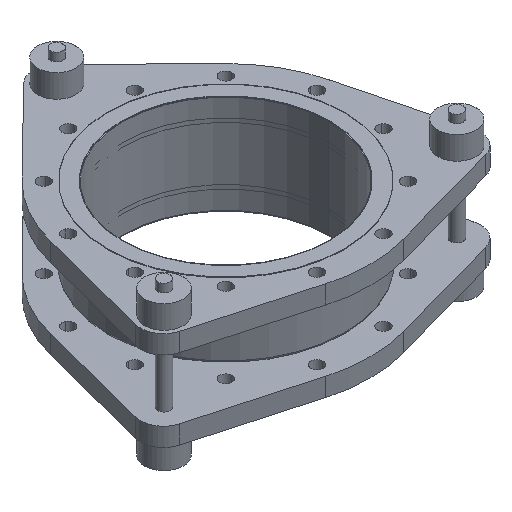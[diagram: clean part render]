
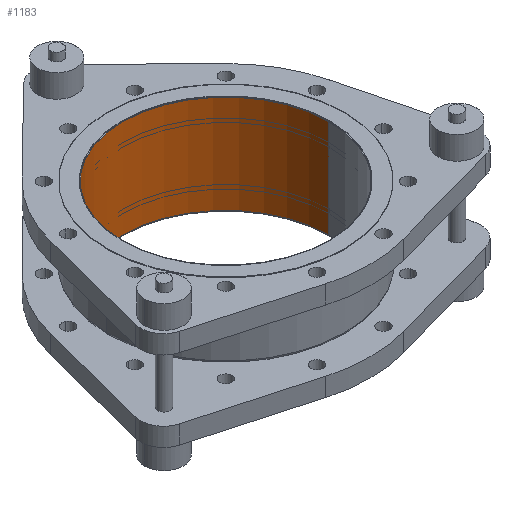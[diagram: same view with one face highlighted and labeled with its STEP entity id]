
A CAD part, isometric view. The second image highlights one B-rep face of the part: STEP entity #1183.
In plain terms, the highlighted cylindrical face has radius 134 mm (diameter 268 mm), a partial arc.
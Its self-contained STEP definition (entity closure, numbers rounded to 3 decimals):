
#1053 = CYLINDRICAL_SURFACE ( 'NONE', #15808, 134. ) ;
#1183 = ADVANCED_FACE ( 'NONE', ( #12794 ), #1053, .F. ) ;
#1629 = CARTESIAN_POINT ( 'NONE',  ( 0., 0., -128.2 ) ) ;
#1710 = ORIENTED_EDGE ( 'NONE', *, *, #6294, .F. ) ;
#1766 = VERTEX_POINT ( 'NONE', #14281 ) ;
#2070 = CIRCLE ( 'NONE', #3647, 134. ) ;
#3070 = VECTOR ( 'NONE', #19215, 1000. ) ;
#3174 = CIRCLE ( 'NONE', #4105, 134. ) ;
#3511 = EDGE_LOOP ( 'NONE', ( #1710, #12778, #10664, #23542 ) ) ;
#3647 = AXIS2_PLACEMENT_3D ( 'NONE', #1629, #9330, #26364 ) ;
#4105 = AXIS2_PLACEMENT_3D ( 'NONE', #14461, #4486, #24255 ) ;
#4486 = DIRECTION ( 'NONE',  ( 0., 0., 1. ) ) ;
#5250 = CARTESIAN_POINT ( 'NONE',  ( 0., 0., 10.973 ) ) ;
#5952 = LINE ( 'NONE', #6103, #31084 ) ;
#6103 = CARTESIAN_POINT ( 'NONE',  ( 134., 0., 10.973 ) ) ;
#6294 = EDGE_CURVE ( 'NONE', #1766, #25918, #9735, .T. ) ;
#6641 = EDGE_CURVE ( 'NONE', #17384, #21961, #5952, .T. ) ;
#9330 = DIRECTION ( 'NONE',  ( 0., 0., 1. ) ) ;
#9735 = LINE ( 'NONE', #19712, #3070 ) ;
#10664 = ORIENTED_EDGE ( 'NONE', *, *, #6641, .T. ) ;
#12778 = ORIENTED_EDGE ( 'NONE', *, *, #28289, .F. ) ;
#12794 = FACE_OUTER_BOUND ( 'NONE', #3511, .T. ) ;
#14281 = CARTESIAN_POINT ( 'NONE',  ( -134., 0., -128.2 ) ) ;
#14461 = CARTESIAN_POINT ( 'NONE',  ( 0., 0., 0. ) ) ;
#15058 = DIRECTION ( 'NONE',  ( 1., 0., 0. ) ) ;
#15808 = AXIS2_PLACEMENT_3D ( 'NONE', #5250, #22451, #15058 ) ;
#17384 = VERTEX_POINT ( 'NONE', #29155 ) ;
#18863 = CARTESIAN_POINT ( 'NONE',  ( -134., 0., 0. ) ) ;
#19215 = DIRECTION ( 'NONE',  ( 0., 0., 1. ) ) ;
#19712 = CARTESIAN_POINT ( 'NONE',  ( -134., 0., 10.973 ) ) ;
#21961 = VERTEX_POINT ( 'NONE', #30522 ) ;
#22451 = DIRECTION ( 'NONE',  ( 0., 0., 1. ) ) ;
#23542 = ORIENTED_EDGE ( 'NONE', *, *, #27298, .T. ) ;
#24255 = DIRECTION ( 'NONE',  ( 1., 0., 0. ) ) ;
#25918 = VERTEX_POINT ( 'NONE', #18863 ) ;
#26364 = DIRECTION ( 'NONE',  ( 1., 0., 0. ) ) ;
#27298 = EDGE_CURVE ( 'NONE', #21961, #25918, #3174, .T. ) ;
#27500 = DIRECTION ( 'NONE',  ( 0., 0., 1. ) ) ;
#28289 = EDGE_CURVE ( 'NONE', #17384, #1766, #2070, .T. ) ;
#29155 = CARTESIAN_POINT ( 'NONE',  ( 134., 0., -128.2 ) ) ;
#30522 = CARTESIAN_POINT ( 'NONE',  ( 134., 0., 0. ) ) ;
#31084 = VECTOR ( 'NONE', #27500, 1000. ) ;
